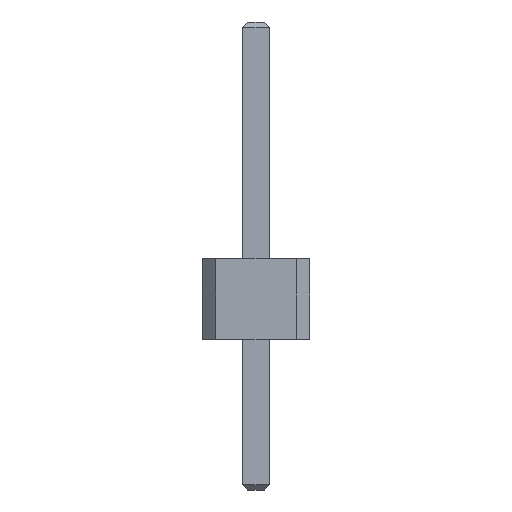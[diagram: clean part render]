
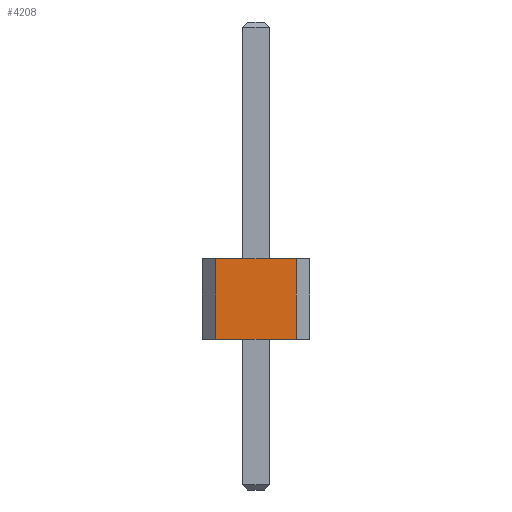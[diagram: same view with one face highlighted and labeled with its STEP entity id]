
A CAD part, front view. The second image highlights one B-rep face of the part: STEP entity #4208.
In plain terms, the highlighted planar face has unit normal (0, -1, 0).
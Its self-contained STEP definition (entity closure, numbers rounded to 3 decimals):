
#44 = PLANE('',#45);
#45 = AXIS2_PLACEMENT_3D('',#46,#47,#48);
#46 = CARTESIAN_POINT('',(-1.,0.75,0.));
#47 = DIRECTION('',(0.,0.,-1.));
#48 = DIRECTION('',(0.,1.,0.));
#100 = PLANE('',#101);
#101 = AXIS2_PLACEMENT_3D('',#102,#103,#104);
#102 = CARTESIAN_POINT('',(-1.,0.75,1.5));
#103 = DIRECTION('',(0.,0.,-1.));
#104 = DIRECTION('',(-1.,0.,0.));
#665 = VERTEX_POINT('',#666);
#666 = CARTESIAN_POINT('',(0.75,-11.,0.));
#680 = PLANE('',#681);
#681 = AXIS2_PLACEMENT_3D('',#682,#683,#684);
#682 = CARTESIAN_POINT('',(0.875,-10.875,0.));
#683 = DIRECTION('',(0.707,-0.707,0.));
#684 = DIRECTION('',(0.,0.,-1.));
#692 = EDGE_CURVE('',#693,#665,#695,.T.);
#693 = VERTEX_POINT('',#694);
#694 = CARTESIAN_POINT('',(-0.75,-11.,0.));
#695 = SURFACE_CURVE('',#696,(#700,#707),.PCURVE_S1.);
#696 = LINE('',#697,#698);
#697 = CARTESIAN_POINT('',(-1.,-11.,0.));
#698 = VECTOR('',#699,1.);
#699 = DIRECTION('',(1.,0.,0.));
#700 = PCURVE('',#44,#701);
#701 = DEFINITIONAL_REPRESENTATION('',(#702),#706);
#702 = LINE('',#703,#704);
#703 = CARTESIAN_POINT('',(-11.75,0.));
#704 = VECTOR('',#705,1.);
#705 = DIRECTION('',(0.,1.));
#706 = ( GEOMETRIC_REPRESENTATION_CONTEXT(2) 
PARAMETRIC_REPRESENTATION_CONTEXT() REPRESENTATION_CONTEXT('2D SPACE',''
  ) );
#707 = PCURVE('',#708,#713);
#708 = PLANE('',#709);
#709 = AXIS2_PLACEMENT_3D('',#710,#711,#712);
#710 = CARTESIAN_POINT('',(-1.,-11.,0.));
#711 = DIRECTION('',(0.,1.,0.));
#712 = DIRECTION('',(1.,0.,0.));
#713 = DEFINITIONAL_REPRESENTATION('',(#714),#718);
#714 = LINE('',#715,#716);
#715 = CARTESIAN_POINT('',(0.,0.));
#716 = VECTOR('',#717,1.);
#717 = DIRECTION('',(1.,0.));
#718 = ( GEOMETRIC_REPRESENTATION_CONTEXT(2) 
PARAMETRIC_REPRESENTATION_CONTEXT() REPRESENTATION_CONTEXT('2D SPACE',''
  ) );
#736 = PLANE('',#737);
#737 = AXIS2_PLACEMENT_3D('',#738,#739,#740);
#738 = CARTESIAN_POINT('',(-0.875,-10.875,0.));
#739 = DIRECTION('',(-0.707,-0.707,0.));
#740 = DIRECTION('',(0.,0.,-1.));
#2298 = VERTEX_POINT('',#2299);
#2299 = CARTESIAN_POINT('',(0.75,-11.,1.5));
#2320 = EDGE_CURVE('',#2321,#2298,#2323,.T.);
#2321 = VERTEX_POINT('',#2322);
#2322 = CARTESIAN_POINT('',(-0.75,-11.,1.5));
#2323 = SURFACE_CURVE('',#2324,(#2328,#2335),.PCURVE_S1.);
#2324 = LINE('',#2325,#2326);
#2325 = CARTESIAN_POINT('',(-1.,-11.,1.5));
#2326 = VECTOR('',#2327,1.);
#2327 = DIRECTION('',(1.,0.,0.));
#2328 = PCURVE('',#100,#2329);
#2329 = DEFINITIONAL_REPRESENTATION('',(#2330),#2334);
#2330 = LINE('',#2331,#2332);
#2331 = CARTESIAN_POINT('',(0.,-11.75));
#2332 = VECTOR('',#2333,1.);
#2333 = DIRECTION('',(-1.,0.));
#2334 = ( GEOMETRIC_REPRESENTATION_CONTEXT(2) 
PARAMETRIC_REPRESENTATION_CONTEXT() REPRESENTATION_CONTEXT('2D SPACE',''
  ) );
#2335 = PCURVE('',#708,#2336);
#2336 = DEFINITIONAL_REPRESENTATION('',(#2337),#2341);
#2337 = LINE('',#2338,#2339);
#2338 = CARTESIAN_POINT('',(0.,-1.5));
#2339 = VECTOR('',#2340,1.);
#2340 = DIRECTION('',(1.,0.));
#2341 = ( GEOMETRIC_REPRESENTATION_CONTEXT(2) 
PARAMETRIC_REPRESENTATION_CONTEXT() REPRESENTATION_CONTEXT('2D SPACE',''
  ) );
#4188 = EDGE_CURVE('',#693,#2321,#4189,.T.);
#4189 = SURFACE_CURVE('',#4190,(#4194,#4201),.PCURVE_S1.);
#4190 = LINE('',#4191,#4192);
#4191 = CARTESIAN_POINT('',(-0.75,-11.,0.));
#4192 = VECTOR('',#4193,1.);
#4193 = DIRECTION('',(0.,0.,1.));
#4194 = PCURVE('',#736,#4195);
#4195 = DEFINITIONAL_REPRESENTATION('',(#4196),#4200);
#4196 = LINE('',#4197,#4198);
#4197 = CARTESIAN_POINT('',(0.,0.177));
#4198 = VECTOR('',#4199,1.);
#4199 = DIRECTION('',(-1.,0.));
#4200 = ( GEOMETRIC_REPRESENTATION_CONTEXT(2) 
PARAMETRIC_REPRESENTATION_CONTEXT() REPRESENTATION_CONTEXT('2D SPACE',''
  ) );
#4201 = PCURVE('',#708,#4202);
#4202 = DEFINITIONAL_REPRESENTATION('',(#4203),#4207);
#4203 = LINE('',#4204,#4205);
#4204 = CARTESIAN_POINT('',(0.25,0.));
#4205 = VECTOR('',#4206,1.);
#4206 = DIRECTION('',(0.,-1.));
#4207 = ( GEOMETRIC_REPRESENTATION_CONTEXT(2) 
PARAMETRIC_REPRESENTATION_CONTEXT() REPRESENTATION_CONTEXT('2D SPACE',''
  ) );
#4208 = ADVANCED_FACE('',(#4209),#708,.F.);
#4209 = FACE_BOUND('',#4210,.F.);
#4210 = EDGE_LOOP('',(#4211,#4212,#4213,#4214));
#4211 = ORIENTED_EDGE('',*,*,#692,.F.);
#4212 = ORIENTED_EDGE('',*,*,#4188,.T.);
#4213 = ORIENTED_EDGE('',*,*,#2320,.T.);
#4214 = ORIENTED_EDGE('',*,*,#4215,.F.);
#4215 = EDGE_CURVE('',#665,#2298,#4216,.T.);
#4216 = SURFACE_CURVE('',#4217,(#4221,#4228),.PCURVE_S1.);
#4217 = LINE('',#4218,#4219);
#4218 = CARTESIAN_POINT('',(0.75,-11.,0.));
#4219 = VECTOR('',#4220,1.);
#4220 = DIRECTION('',(0.,0.,1.));
#4221 = PCURVE('',#708,#4222);
#4222 = DEFINITIONAL_REPRESENTATION('',(#4223),#4227);
#4223 = LINE('',#4224,#4225);
#4224 = CARTESIAN_POINT('',(1.75,0.));
#4225 = VECTOR('',#4226,1.);
#4226 = DIRECTION('',(0.,-1.));
#4227 = ( GEOMETRIC_REPRESENTATION_CONTEXT(2) 
PARAMETRIC_REPRESENTATION_CONTEXT() REPRESENTATION_CONTEXT('2D SPACE',''
  ) );
#4228 = PCURVE('',#680,#4229);
#4229 = DEFINITIONAL_REPRESENTATION('',(#4230),#4234);
#4230 = LINE('',#4231,#4232);
#4231 = CARTESIAN_POINT('',(0.,-0.177));
#4232 = VECTOR('',#4233,1.);
#4233 = DIRECTION('',(-1.,0.));
#4234 = ( GEOMETRIC_REPRESENTATION_CONTEXT(2) 
PARAMETRIC_REPRESENTATION_CONTEXT() REPRESENTATION_CONTEXT('2D SPACE',''
  ) );
